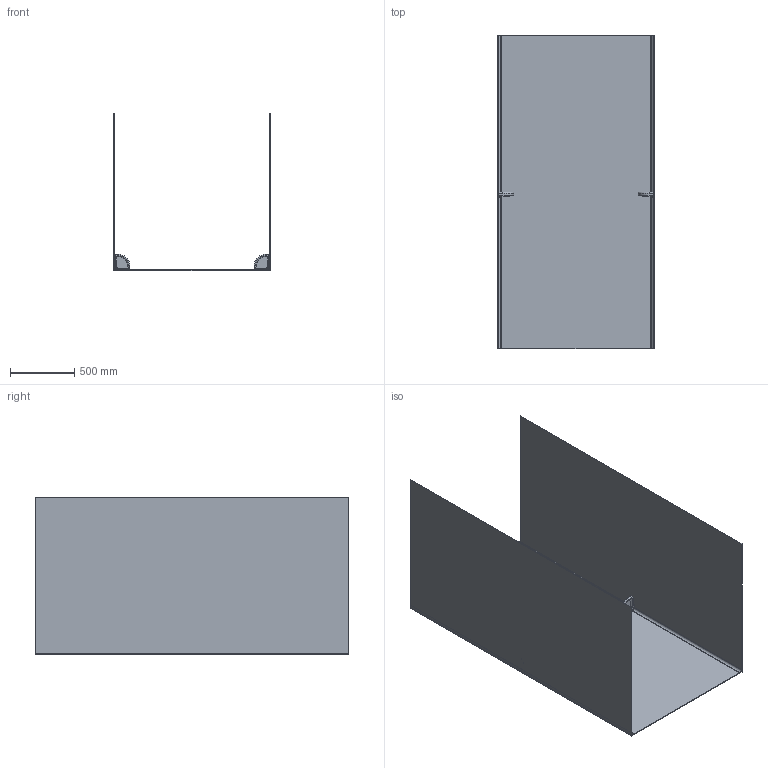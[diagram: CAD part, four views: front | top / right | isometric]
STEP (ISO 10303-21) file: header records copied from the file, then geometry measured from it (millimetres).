
FILE_DESCRIPTION (( 'STEP AP203' ), '1' );
FILE_NAME ('SK484896.STEP', '2021-07-07T14:50:43', ( '' ), ( '' ), 'SwSTEP 2.0', 'SolidWorks 2020', '' );
FILE_SCHEMA (( 'CONFIG_CONTROL_DESIGN' ));
Length unit declared in the file: inch
Products named in the file (4): SWSACCES2; SK484896; SWACCM2096; SWP4896
Assembly tree (7 placements, depth 2):
  SK484896
    SWP4896  x3
    SWACCM2096  x2
    SWSACCES2  x2
Bounding box: 1219.2 x 2438.4 x 1225.04 mm (x, y, z)
Volume: 53419931.9 mm3; surface area: 18437236.8 mm2
Topology: 7 solids, 7 shells, 110 faces, 240 edges, 140 vertices
Faces by surface type: plane 46, cylinder 38, torus 14, bspline 12
Entity records: 2368 total; most frequent: CARTESIAN_POINT 724, DIRECTION 253, ORIENTED_EDGE 224, EDGE_CURVE 112, AXIS2_PLACEMENT_3D 99, VERTEX_POINT 66, LINE 55, VECTOR 55
